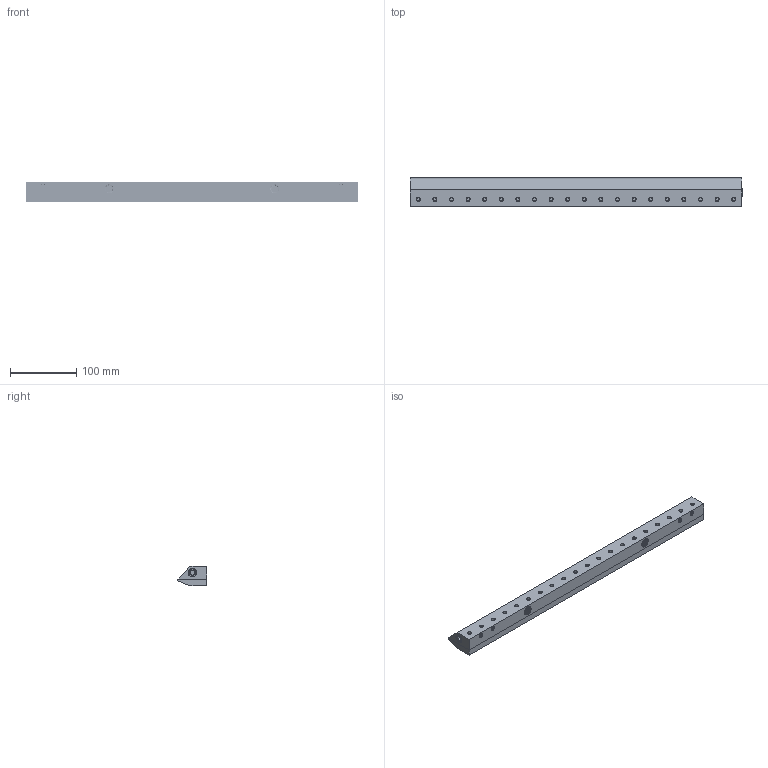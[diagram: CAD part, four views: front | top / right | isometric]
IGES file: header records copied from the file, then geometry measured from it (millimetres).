
Start section: SolidWorks IGES file using analytic representation for surfaces
Global section: file name: 10000X-500.IGS; native system: SolidWorks 2020; preprocessor: SolidWorks 2020; author: andres; date: 240611.023549; units: inch
Bounding box: 500 x 44.45 x 29.04 mm (x, y, z)
Surface area: 144385.5 mm2 (no closed solid volume)
Topology: 0 solids, 0 shells, 984 faces, 14981 edges, 14939 vertices
Faces by surface type: revolution 506, bspline 478
